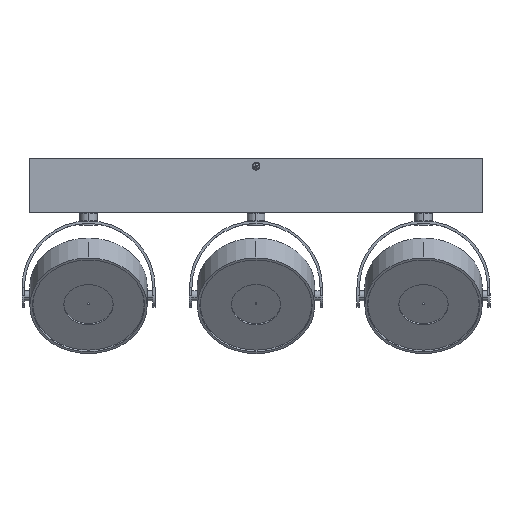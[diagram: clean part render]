
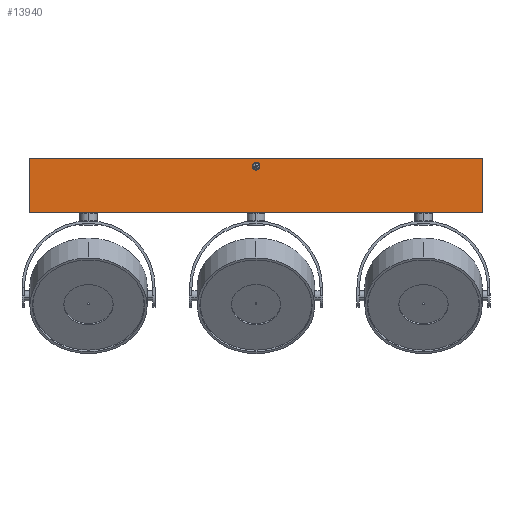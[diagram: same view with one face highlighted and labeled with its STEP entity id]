
A CAD part, top view. The second image highlights one B-rep face of the part: STEP entity #13940.
In plain terms, the highlighted planar face has unit normal (0, 0, 1).
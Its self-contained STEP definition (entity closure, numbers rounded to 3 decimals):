
#150 = CARTESIAN_POINT ( 'NONE',  ( -2.25, 45.5, 25. ) ) ;
#463 = CARTESIAN_POINT ( 'NONE',  ( -230., 0., 25. ) ) ;
#859 = VERTEX_POINT ( 'NONE', #14570 ) ;
#950 = AXIS2_PLACEMENT_3D ( 'NONE', #5768, #18485, #7585 ) ;
#1016 = ORIENTED_EDGE ( 'NONE', *, *, #9110, .T. ) ;
#1121 = LINE ( 'NONE', #3601, #10409 ) ;
#1760 = CARTESIAN_POINT ( 'NONE',  ( 2.25, 45.5, 25. ) ) ;
#2225 = CARTESIAN_POINT ( 'NONE',  ( 230., 0., 25. ) ) ;
#2411 = VECTOR ( 'NONE', #13768, 1000. ) ;
#2728 = VERTEX_POINT ( 'NONE', #1760 ) ;
#2854 = ORIENTED_EDGE ( 'NONE', *, *, #20785, .F. ) ;
#3013 = VECTOR ( 'NONE', #8095, 1000. ) ;
#3588 = CARTESIAN_POINT ( 'NONE',  ( 230., 0., 25. ) ) ;
#3601 = CARTESIAN_POINT ( 'NONE',  ( -2.25, 45.5, 25. ) ) ;
#3674 = AXIS2_PLACEMENT_3D ( 'NONE', #16404, #5503, #18210 ) ;
#3761 = DIRECTION ( 'NONE',  ( 0., -1., 0. ) ) ;
#3779 = CIRCLE ( 'NONE', #950, 2.25 ) ;
#4998 = CIRCLE ( 'NONE', #3674, 2.25 ) ;
#5503 = DIRECTION ( 'NONE',  ( 0., 0., 1. ) ) ;
#5768 = CARTESIAN_POINT ( 'NONE',  ( 0., 45.5, 25. ) ) ;
#5987 = EDGE_LOOP ( 'NONE', ( #23590, #9707, #22713, #2854 ) ) ;
#6511 = FACE_OUTER_BOUND ( 'NONE', #23506, .T. ) ;
#6743 = LINE ( 'NONE', #10105, #2411 ) ;
#7308 = DIRECTION ( 'NONE',  ( -1., 0., 0. ) ) ;
#7333 = VERTEX_POINT ( 'NONE', #10258 ) ;
#7585 = DIRECTION ( 'NONE',  ( 1., 0., 0. ) ) ;
#8095 = DIRECTION ( 'NONE',  ( 0., -1., 0. ) ) ;
#8669 = VERTEX_POINT ( 'NONE', #16092 ) ;
#9043 = EDGE_CURVE ( 'NONE', #8669, #15442, #12772, .T. ) ;
#9110 = EDGE_CURVE ( 'NONE', #8669, #22867, #6743, .T. ) ;
#9257 = LINE ( 'NONE', #18300, #14683 ) ;
#9707 = ORIENTED_EDGE ( 'NONE', *, *, #12754, .F. ) ;
#9788 = CARTESIAN_POINT ( 'NONE',  ( 230., 0., 25. ) ) ;
#9956 = ORIENTED_EDGE ( 'NONE', *, *, #20819, .T. ) ;
#10105 = CARTESIAN_POINT ( 'NONE',  ( 230., 55., 25. ) ) ;
#10258 = CARTESIAN_POINT ( 'NONE',  ( -2.25, 48.5, 25. ) ) ;
#10332 = VECTOR ( 'NONE', #16428, 1000. ) ;
#10409 = VECTOR ( 'NONE', #16325, 1000. ) ;
#10552 = CARTESIAN_POINT ( 'NONE',  ( -230., 55., 25. ) ) ;
#11405 = FACE_BOUND ( 'NONE', #5987, .T. ) ;
#12698 = EDGE_CURVE ( 'NONE', #2728, #859, #20669, .T. ) ;
#12745 = CARTESIAN_POINT ( 'NONE',  ( 230., 0., 25. ) ) ;
#12754 = EDGE_CURVE ( 'NONE', #17480, #2728, #3779, .T. ) ;
#12772 = LINE ( 'NONE', #9788, #3013 ) ;
#12805 = CARTESIAN_POINT ( 'NONE',  ( 2.25, 45.5, 25. ) ) ;
#13241 = DIRECTION ( 'NONE',  ( -1., 0., 0. ) ) ;
#13545 = LINE ( 'NONE', #2225, #17762 ) ;
#13768 = DIRECTION ( 'NONE',  ( -1., 0., 0. ) ) ;
#13933 = ORIENTED_EDGE ( 'NONE', *, *, #20894, .F. ) ;
#13940 = ADVANCED_FACE ( 'NONE', ( #11405, #6511 ), #16379, .F. ) ;
#14570 = CARTESIAN_POINT ( 'NONE',  ( 2.25, 48.5, 25. ) ) ;
#14683 = VECTOR ( 'NONE', #3761, 1000. ) ;
#15442 = VERTEX_POINT ( 'NONE', #3588 ) ;
#16092 = CARTESIAN_POINT ( 'NONE',  ( 230., 55., 25. ) ) ;
#16325 = DIRECTION ( 'NONE',  ( 0., -1., 0. ) ) ;
#16379 = PLANE ( 'NONE',  #22117 ) ;
#16404 = CARTESIAN_POINT ( 'NONE',  ( 0., 48.5, 25. ) ) ;
#16428 = DIRECTION ( 'NONE',  ( 0., 1., 0. ) ) ;
#17480 = VERTEX_POINT ( 'NONE', #150 ) ;
#17762 = VECTOR ( 'NONE', #13241, 1000. ) ;
#18181 = DIRECTION ( 'NONE',  ( 0., 0., -1. ) ) ;
#18210 = DIRECTION ( 'NONE',  ( 1., 0., 0. ) ) ;
#18300 = CARTESIAN_POINT ( 'NONE',  ( -230., 0., 25. ) ) ;
#18485 = DIRECTION ( 'NONE',  ( 0., 0., 1. ) ) ;
#19977 = VERTEX_POINT ( 'NONE', #463 ) ;
#20669 = LINE ( 'NONE', #12805, #10332 ) ;
#20755 = EDGE_CURVE ( 'NONE', #7333, #17480, #1121, .T. ) ;
#20785 = EDGE_CURVE ( 'NONE', #859, #7333, #4998, .T. ) ;
#20819 = EDGE_CURVE ( 'NONE', #22867, #19977, #9257, .T. ) ;
#20894 = EDGE_CURVE ( 'NONE', #15442, #19977, #13545, .T. ) ;
#22117 = AXIS2_PLACEMENT_3D ( 'NONE', #12745, #18181, #7308 ) ;
#22713 = ORIENTED_EDGE ( 'NONE', *, *, #20755, .F. ) ;
#22867 = VERTEX_POINT ( 'NONE', #10552 ) ;
#22881 = ORIENTED_EDGE ( 'NONE', *, *, #9043, .F. ) ;
#23506 = EDGE_LOOP ( 'NONE', ( #9956, #13933, #22881, #1016 ) ) ;
#23590 = ORIENTED_EDGE ( 'NONE', *, *, #12698, .F. ) ;
